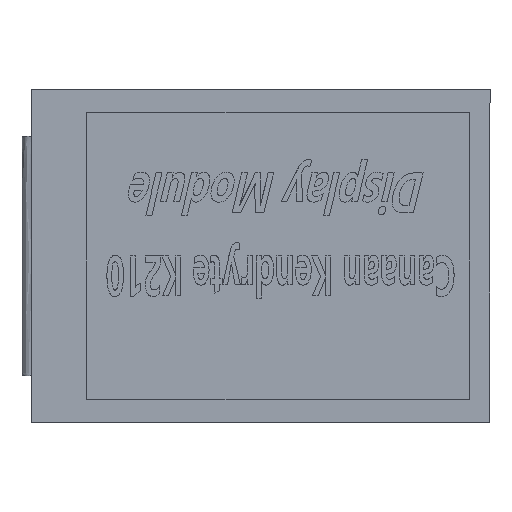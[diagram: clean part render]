
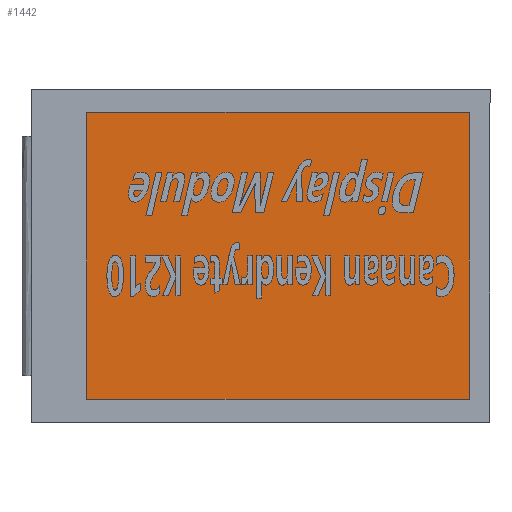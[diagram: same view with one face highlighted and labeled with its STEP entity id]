
A CAD part, top view. The second image highlights one B-rep face of the part: STEP entity #1442.
In plain terms, the highlighted planar face has unit normal (0, 0, 1).
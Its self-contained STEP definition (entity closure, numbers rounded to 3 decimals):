
#1442=ADVANCED_FACE('',(#2190),#1894,.T.);
#1894=PLANE('',#8234);
#2190=FACE_OUTER_BOUND('',#2613,.T.);
#2613=EDGE_LOOP('',(#3147,#3148,#3149,#3150));
#3147=ORIENTED_EDGE('',*,*,#6099,.F.);
#3148=ORIENTED_EDGE('',*,*,#6109,.F.);
#3149=ORIENTED_EDGE('',*,*,#6106,.F.);
#3150=ORIENTED_EDGE('',*,*,#6103,.F.);
#5341=VERTEX_POINT('',#9784);
#5342=VERTEX_POINT('',#9785);
#5345=VERTEX_POINT('',#9793);
#5347=VERTEX_POINT('',#9799);
#6099=EDGE_CURVE('',#5341,#5342,#7222,.T.);
#6103=EDGE_CURVE('',#5342,#5345,#7226,.T.);
#6106=EDGE_CURVE('',#5345,#5347,#7229,.T.);
#6109=EDGE_CURVE('',#5347,#5341,#7232,.T.);
#7222=LINE('',#9783,#7657);
#7226=LINE('',#9792,#7661);
#7229=LINE('',#9798,#7664);
#7232=LINE('',#9804,#7667);
#7657=VECTOR('',#8575,1.);
#7661=VECTOR('',#8581,1.);
#7664=VECTOR('',#8586,1.);
#7667=VECTOR('',#8591,1.);
#8234=AXIS2_PLACEMENT_3D('',#9808,#8597,#8598);
#8575=DIRECTION('',(0.,1.,0.));
#8581=DIRECTION('',(1.,0.,0.));
#8586=DIRECTION('',(0.,-1.,0.));
#8591=DIRECTION('',(-1.,0.,0.));
#8597=DIRECTION('',(0.,0.,1.));
#8598=DIRECTION('',(1.,0.,0.));
#9783=CARTESIAN_POINT('',(8.3,3.4,2.8));
#9784=CARTESIAN_POINT('',(8.3,3.4,2.8));
#9785=CARTESIAN_POINT('',(8.3,46.6,2.8));
#9792=CARTESIAN_POINT('',(8.3,46.6,2.8));
#9793=CARTESIAN_POINT('',(65.9,46.6,2.8));
#9798=CARTESIAN_POINT('',(65.9,46.6,2.8));
#9799=CARTESIAN_POINT('',(65.9,3.4,2.8));
#9804=CARTESIAN_POINT('',(65.9,3.4,2.8));
#9808=CARTESIAN_POINT('',(34.5,25.,2.8));
